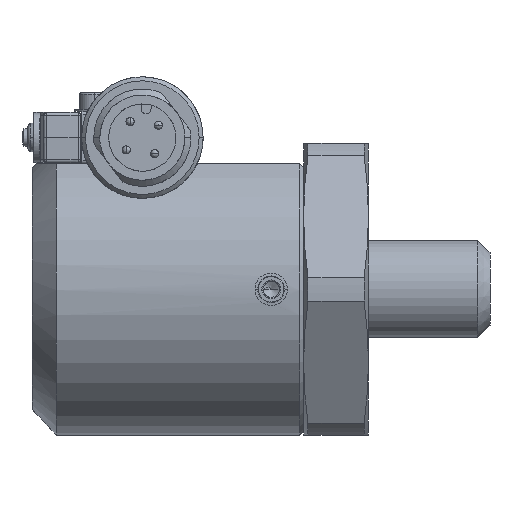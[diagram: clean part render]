
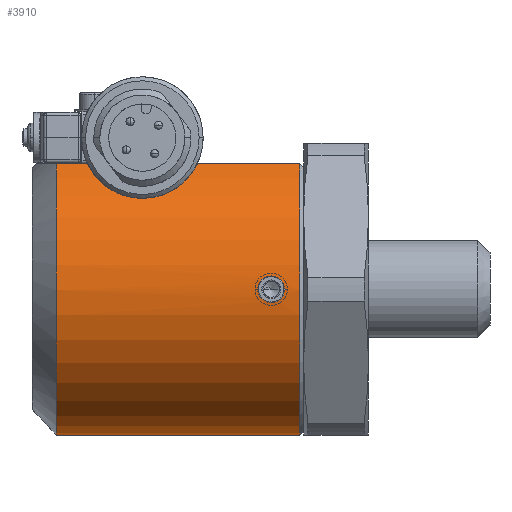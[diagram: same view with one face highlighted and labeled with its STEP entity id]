
A CAD part, left-side view. The second image highlights one B-rep face of the part: STEP entity #3910.
In plain terms, the highlighted cylindrical face has radius 18 mm (diameter 36 mm), a partial arc.
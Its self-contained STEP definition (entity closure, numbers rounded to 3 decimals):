
#3910=ADVANCED_FACE('',(#8341,#8342),#8343,.T.);
#8341=FACE_OUTER_BOUND('',#14326,.T.);
#8342=FACE_BOUND('',#14327,.T.);
#8343=CYLINDRICAL_SURFACE('',#14328,18.0);
#14326=EDGE_LOOP('',(#26543,#26544,#26545,#26546));
#14327=EDGE_LOOP('',(#26547,#26548));
#14328=AXIS2_PLACEMENT_3D('',#26549,#26550,#26551);
#26543=ORIENTED_EDGE('',*,*,#34939,.T.);
#26544=ORIENTED_EDGE('',*,*,#35016,.F.);
#26545=ORIENTED_EDGE('',*,*,#35003,.T.);
#26546=ORIENTED_EDGE('',*,*,#34994,.T.);
#26547=ORIENTED_EDGE('',*,*,#35017,.F.);
#26548=ORIENTED_EDGE('',*,*,#34960,.F.);
#26549=CARTESIAN_POINT('',(0.,23.0,0.));
#26550=DIRECTION('',(0.,-1.0,0.0));
#26551=DIRECTION('',(0.0,0.0,1.0));
#34939=EDGE_CURVE('',#42636,#42637,#42638,.T.);
#34960=EDGE_CURVE('',#42671,#42673,#42674,.T.);
#34994=EDGE_CURVE('',#42727,#42636,#42728,.T.);
#35003=EDGE_CURVE('',#42741,#42727,#42742,.T.);
#35016=EDGE_CURVE('',#42741,#42637,#42755,.T.);
#35017=EDGE_CURVE('',#42673,#42671,#42756,.T.);
#42636=VERTEX_POINT('',#57851);
#42637=VERTEX_POINT('',#57852);
#42638=LINE('',#57853,#57854);
#42671=VERTEX_POINT('',#57971);
#42673=VERTEX_POINT('',#57974);
#42674=B_SPLINE_CURVE_WITH_KNOTS('',3,(#57975,#57976,#57977,#57978,#57979,#57980,#57981,#57982,#57983,#57984,#57985,#57986,#57987,#57988,#57989,#57990,#57991,#57992,#57993,#57994,#57995,#57996,#57997,#57998,#57999,#58000),.UNSPECIFIED.,.F.,.F.,(4,2,2,2,2,2,2,2,2,2,2,2,4),(0.005,0.006,0.006,0.007,0.007,0.007,0.008,0.008,0.008,0.009,0.009,0.01,0.01),.UNSPECIFIED.);
#42727=VERTEX_POINT('',#58150);
#42728=CIRCLE('',#58151,18.0);
#42741=VERTEX_POINT('',#58174);
#42742=LINE('',#58175,#58176);
#42755=CIRCLE('',#58201,18.0);
#42756=B_SPLINE_CURVE_WITH_KNOTS('',3,(#58202,#58203,#58204,#58205,#58206,#58207,#58208,#58209,#58210,#58211,#58212,#58213,#58214,#58215,#58216,#58217,#58218,#58219,#58220,#58221,#58222,#58223,#58224,#58225,#58226,#58227,#58228,#58229,#58230,#58231),.UNSPECIFIED.,.F.,.F.,(4,2,2,2,2,2,2,2,2,2,2,2,2,2,4),(0.0,0.,0.001,0.001,0.001,0.002,0.003,0.003,0.003,0.004,0.004,0.004,0.005,0.005,0.005),.UNSPECIFIED.);
#57851=CARTESIAN_POINT('',(0.,53.5,-18.0));
#57852=CARTESIAN_POINT('',(0.,23.5,-18.0));
#57853=CARTESIAN_POINT('',(0.,38.5,-18.0));
#57854=VECTOR('',#66983,1.0);
#57971=CARTESIAN_POINT('',(-17.924,27.0,-1.65));
#57974=CARTESIAN_POINT('',(-17.924,27.0,1.65));
#57975=CARTESIAN_POINT('',(-17.924,27.0,-1.65));
#57976=CARTESIAN_POINT('',(-17.924,26.785,-1.65));
#57977=CARTESIAN_POINT('',(-17.928,26.567,-1.607));
#57978=CARTESIAN_POINT('',(-17.942,26.17,-1.442));
#57979=CARTESIAN_POINT('',(-17.952,25.986,-1.32));
#57980=CARTESIAN_POINT('',(-17.967,25.758,-1.092));
#57981=CARTESIAN_POINT('',(-17.972,25.688,-1.007));
#57982=CARTESIAN_POINT('',(-17.981,25.568,-0.827));
#57983=CARTESIAN_POINT('',(-17.985,25.518,-0.733));
#57984=CARTESIAN_POINT('',(-17.992,25.435,-0.533));
#57985=CARTESIAN_POINT('',(-17.995,25.403,-0.428));
#57986=CARTESIAN_POINT('',(-17.999,25.361,-0.217));
#57987=CARTESIAN_POINT('',(-18.,25.35,-0.11));
#57988=CARTESIAN_POINT('',(-18.,25.35,0.108));
#57989=CARTESIAN_POINT('',(-17.999,25.361,0.215));
#57990=CARTESIAN_POINT('',(-17.995,25.402,0.426));
#57991=CARTESIAN_POINT('',(-17.992,25.434,0.531));
#57992=CARTESIAN_POINT('',(-17.985,25.517,0.731));
#57993=CARTESIAN_POINT('',(-17.981,25.567,0.826));
#57994=CARTESIAN_POINT('',(-17.972,25.687,1.005));
#57995=CARTESIAN_POINT('',(-17.967,25.756,1.09));
#57996=CARTESIAN_POINT('',(-17.952,25.985,1.318));
#57997=CARTESIAN_POINT('',(-17.942,26.168,1.441));
#57998=CARTESIAN_POINT('',(-17.928,26.565,1.606));
#57999=CARTESIAN_POINT('',(-17.924,26.782,1.65));
#58000=CARTESIAN_POINT('',(-17.924,27.0,1.65));
#58150=CARTESIAN_POINT('',(-9.152,53.5,15.5));
#58151=AXIS2_PLACEMENT_3D('',#67041,#67042,#67043);
#58174=CARTESIAN_POINT('',(-9.152,23.5,15.5));
#58175=CARTESIAN_POINT('',(-9.152,23.5,15.5));
#58176=VECTOR('',#67053,30.0);
#58201=AXIS2_PLACEMENT_3D('',#67073,#67074,#67075);
#58202=CARTESIAN_POINT('',(-17.924,27.0,1.65));
#58203=CARTESIAN_POINT('',(-17.924,27.109,1.65));
#58204=CARTESIAN_POINT('',(-17.925,27.216,1.639));
#58205=CARTESIAN_POINT('',(-17.929,27.427,1.597));
#58206=CARTESIAN_POINT('',(-17.932,27.532,1.566));
#58207=CARTESIAN_POINT('',(-17.939,27.732,1.483));
#58208=CARTESIAN_POINT('',(-17.943,27.827,1.432));
#58209=CARTESIAN_POINT('',(-17.952,28.006,1.312));
#58210=CARTESIAN_POINT('',(-17.957,28.091,1.243));
#58211=CARTESIAN_POINT('',(-17.972,28.319,1.014));
#58212=CARTESIAN_POINT('',(-17.982,28.442,0.83));
#58213=CARTESIAN_POINT('',(-17.996,28.607,0.433));
#58214=CARTESIAN_POINT('',(-18.,28.65,0.216));
#58215=CARTESIAN_POINT('',(-18.,28.65,-0.107));
#58216=CARTESIAN_POINT('',(-17.999,28.639,-0.216));
#58217=CARTESIAN_POINT('',(-17.995,28.597,-0.428));
#58218=CARTESIAN_POINT('',(-17.992,28.566,-0.531));
#58219=CARTESIAN_POINT('',(-17.985,28.483,-0.731));
#58220=CARTESIAN_POINT('',(-17.981,28.432,-0.827));
#58221=CARTESIAN_POINT('',(-17.972,28.312,-1.006));
#58222=CARTESIAN_POINT('',(-17.967,28.244,-1.089));
#58223=CARTESIAN_POINT('',(-17.957,28.09,-1.244));
#58224=CARTESIAN_POINT('',(-17.952,28.007,-1.312));
#58225=CARTESIAN_POINT('',(-17.943,27.828,-1.431));
#58226=CARTESIAN_POINT('',(-17.939,27.731,-1.483));
#58227=CARTESIAN_POINT('',(-17.932,27.532,-1.566));
#58228=CARTESIAN_POINT('',(-17.929,27.429,-1.597));
#58229=CARTESIAN_POINT('',(-17.925,27.217,-1.639));
#58230=CARTESIAN_POINT('',(-17.924,27.108,-1.65));
#58231=CARTESIAN_POINT('',(-17.924,27.0,-1.65));
#66983=DIRECTION('',(0.,-1.0,0.0));
#67041=CARTESIAN_POINT('',(0.,53.5,0.));
#67042=DIRECTION('',(0.0,-1.0,0.0));
#67043=DIRECTION('',(0.0,0.0,1.0));
#67053=DIRECTION('',(0.0,1.0,0.0));
#67073=CARTESIAN_POINT('',(0.,23.5,0.));
#67074=DIRECTION('',(0.0,-1.0,0.0));
#67075=DIRECTION('',(0.0,0.0,1.0));
